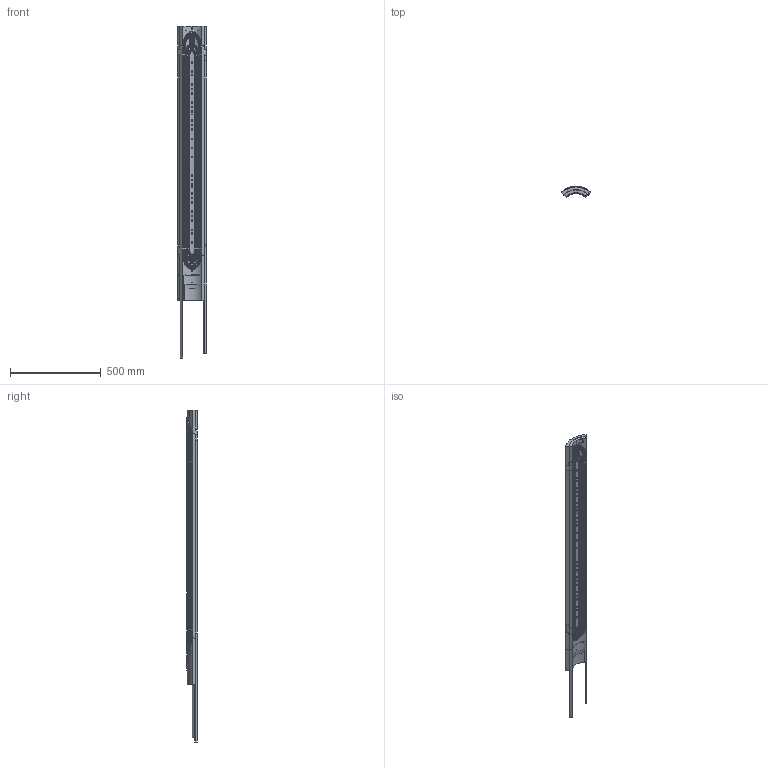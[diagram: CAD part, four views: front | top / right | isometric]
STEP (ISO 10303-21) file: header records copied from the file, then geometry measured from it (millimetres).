
FILE_DESCRIPTION(/* description */ (''),/* implementation_level */ '2;1');
FILE_NAME(/* name */ 'QXFS Coil.stp',/* time_stamp */ '2016-11-11T14:27:58-06:00',/* author */ (''),/* organization */ (''),/* preprocessor_version */ 'ST-DEVELOPER v15',/* originating_system */ 'SIEMENS PLM Software NX 9.0',/* authorisation */ '');
FILE_SCHEMA (('CONFIG_CONTROL_DESIGN'));
Products named in the file (40): F10039728_-; F10039727_-; F10039726_-; F10039725_-; F10039328_-; F10042475_-_MODEL; F10042029_-_MODEL; F10039543_A; F10039546_A; F10042030_-_MODEL; F10039541_A; F10042034_-_MODEL; F10042033_-_MODEL; F10042476_-_MODEL; F10042600_-_MODEL; F10042032_-_MODEL; F10039326_-; F10042599_-_MODEL; F10042027_-_MODEL; F10042035_-_MODEL; F10039954_B; F10039540_A; F10042026_-_MODEL; F10042036_-_MODEL; F10039545_A; F10039542_A; F10042474_-_MODEL; F10042024_-_MODEL; F10042477_-_MODEL; F10043222_-; FC0051802_-; FC0051803_-; FC0051801_-; FC0006091_-; FC0043511_-; F10039730_-; F10043071_-_NX-ARRAGMNTno voltage tabs; F10039729_-; F10043070_A_NX-ARRAGMNTno voltage tabs; F10039731_-
Assembly tree (49 placements, depth 4):
  F10039731_-
    F10043070_A_NX-ARRAGMNTno voltage tabs
      F10042477_-_MODEL
      F10039729_-
        F10039725_-
        F10039726_-
      F10042024_-_MODEL
      F10042474_-_MODEL
      F10039542_A
      F10039545_A
      F10042036_-_MODEL
      F10042026_-_MODEL
      F10039540_A
      F10039954_B
      F10042035_-_MODEL
      F10042027_-_MODEL
      F10042599_-_MODEL
      F10039326_-  x2
    F10043071_-_NX-ARRAGMNTno voltage tabs
      F10042032_-_MODEL
      F10042600_-_MODEL
      F10042476_-_MODEL
      F10042033_-_MODEL
      F10042034_-_MODEL
      F10039541_A
      F10042030_-_MODEL
      F10039546_A
      F10039543_A
      F10039730_-
        F10039727_-
        F10039728_-
      F10042029_-_MODEL
      F10042475_-_MODEL
      F10039328_-  x2
    FC0043511_-  x6
    FC0006091_-  x4
    FC0051801_-
    FC0051803_-
    FC0051802_-
    F10043222_-
Bounding box: 159.22 x 59.84 x 1827.53 mm (x, y, z)
Volume: 7909870.1 mm3; surface area: 6528371.8 mm2
Topology: 309 solids, 309 shells, 4880 faces, 11169 edges, 6918 vertices
Faces by surface type: plane 2287, bspline 1752, cylinder 500, extrusion 120, sphere 105, torus 63, cone 53
Full cylindrical faces by diameter (mm): 3 x14, 3.3 x6, 5 x4, 6 x4, 6.8 x6, 7.5 x4, 8 x6, 8.02 x9, 9 x30, 9.525 x6, 10 x4, 11.1 x4, 11.175 x3, 12.175 x12, 13.8 x18, 16.975 x6
Entity records: 810968 total; most frequent: CARTESIAN_POINT 722219, ORIENTED_EDGE 21086, EDGE_CURVE 10543, DIRECTION 9276, B_SPLINE_CURVE_WITH_KNOTS 8178, VERTEX_POINT 6706, EDGE_LOOP 5278, ADVANCED_FACE 4764
